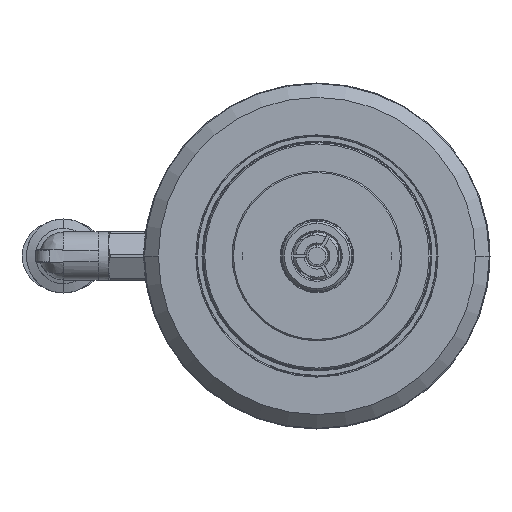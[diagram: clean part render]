
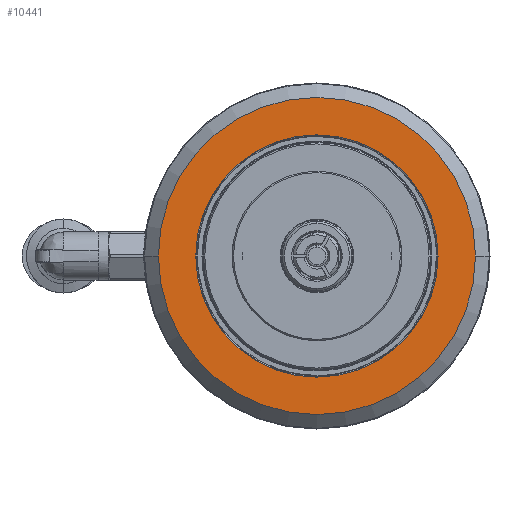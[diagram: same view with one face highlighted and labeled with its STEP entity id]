
A CAD part, left-side view. The second image highlights one B-rep face of the part: STEP entity #10441.
In plain terms, the highlighted planar face has unit normal (-1, 0, 0).
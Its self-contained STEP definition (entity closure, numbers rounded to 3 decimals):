
#36 = CARTESIAN_POINT ( 'NONE',  ( 58., 0., 17.5 ) ) ;
#627 = VERTEX_POINT ( 'NONE', #8933 ) ;
#650 = AXIS2_PLACEMENT_3D ( 'NONE', #8969, #11648, #8891 ) ;
#1230 = CARTESIAN_POINT ( 'NONE',  ( 58., 0., 0. ) ) ;
#1265 = DIRECTION ( 'NONE',  ( 0., 1., 0. ) ) ;
#1967 = VERTEX_POINT ( 'NONE', #9498 ) ;
#2512 = CARTESIAN_POINT ( 'NONE',  ( 58., 22.9, 0. ) ) ;
#2538 = DIRECTION ( 'NONE',  ( 1., 0., 0. ) ) ;
#3505 = CARTESIAN_POINT ( 'NONE',  ( 58., 0., 0. ) ) ;
#3527 = CARTESIAN_POINT ( 'NONE',  ( 58., 0., 0. ) ) ;
#3711 = ORIENTED_EDGE ( 'NONE', *, *, #11262, .F. ) ;
#3832 = FACE_OUTER_BOUND ( 'NONE', #11906, .T. ) ;
#4064 = ORIENTED_EDGE ( 'NONE', *, *, #5546, .T. ) ;
#4693 = AXIS2_PLACEMENT_3D ( 'NONE', #3505, #2538, #10787 ) ;
#4808 = AXIS2_PLACEMENT_3D ( 'NONE', #2512, #8059, #9731 ) ;
#5013 = AXIS2_PLACEMENT_3D ( 'NONE', #3527, #9086, #11798 ) ;
#5546 = EDGE_CURVE ( 'NONE', #10675, #10191, #9948, .T. ) ;
#5835 = CIRCLE ( 'NONE', #7023, 22.9 ) ;
#6441 = EDGE_CURVE ( 'NONE', #10191, #10675, #10778, .T. ) ;
#7023 = AXIS2_PLACEMENT_3D ( 'NONE', #1230, #9622, #1265 ) ;
#7130 = CIRCLE ( 'NONE', #5013, 22.9 ) ;
#7647 = ORIENTED_EDGE ( 'NONE', *, *, #8229, .F. ) ;
#8059 = DIRECTION ( 'NONE',  ( 1., 0., 0. ) ) ;
#8138 = FACE_BOUND ( 'NONE', #11519, .T. ) ;
#8229 = EDGE_CURVE ( 'NONE', #627, #1967, #7130, .T. ) ;
#8518 = CARTESIAN_POINT ( 'NONE',  ( 58., 0., -17.5 ) ) ;
#8891 = DIRECTION ( 'NONE',  ( 0., 0., 1. ) ) ;
#8933 = CARTESIAN_POINT ( 'NONE',  ( 58., -22.9, 0. ) ) ;
#8969 = CARTESIAN_POINT ( 'NONE',  ( 58., 0., 0. ) ) ;
#9086 = DIRECTION ( 'NONE',  ( 1., 0., 0. ) ) ;
#9498 = CARTESIAN_POINT ( 'NONE',  ( 58., 22.9, 0. ) ) ;
#9622 = DIRECTION ( 'NONE',  ( 1., 0., 0. ) ) ;
#9731 = DIRECTION ( 'NONE',  ( 0., 0., -1. ) ) ;
#9889 = PLANE ( 'NONE',  #4808 ) ;
#9948 = CIRCLE ( 'NONE', #650, 17.5 ) ;
#10191 = VERTEX_POINT ( 'NONE', #36 ) ;
#10441 = ADVANCED_FACE ( 'NONE', ( #3832, #8138 ), #9889, .F. ) ;
#10675 = VERTEX_POINT ( 'NONE', #8518 ) ;
#10778 = CIRCLE ( 'NONE', #4693, 17.5 ) ;
#10787 = DIRECTION ( 'NONE',  ( 0., 0., 1. ) ) ;
#11262 = EDGE_CURVE ( 'NONE', #1967, #627, #5835, .T. ) ;
#11519 = EDGE_LOOP ( 'NONE', ( #11827, #4064 ) ) ;
#11648 = DIRECTION ( 'NONE',  ( 1., 0., 0. ) ) ;
#11798 = DIRECTION ( 'NONE',  ( 0., 1., 0. ) ) ;
#11827 = ORIENTED_EDGE ( 'NONE', *, *, #6441, .T. ) ;
#11906 = EDGE_LOOP ( 'NONE', ( #3711, #7647 ) ) ;
